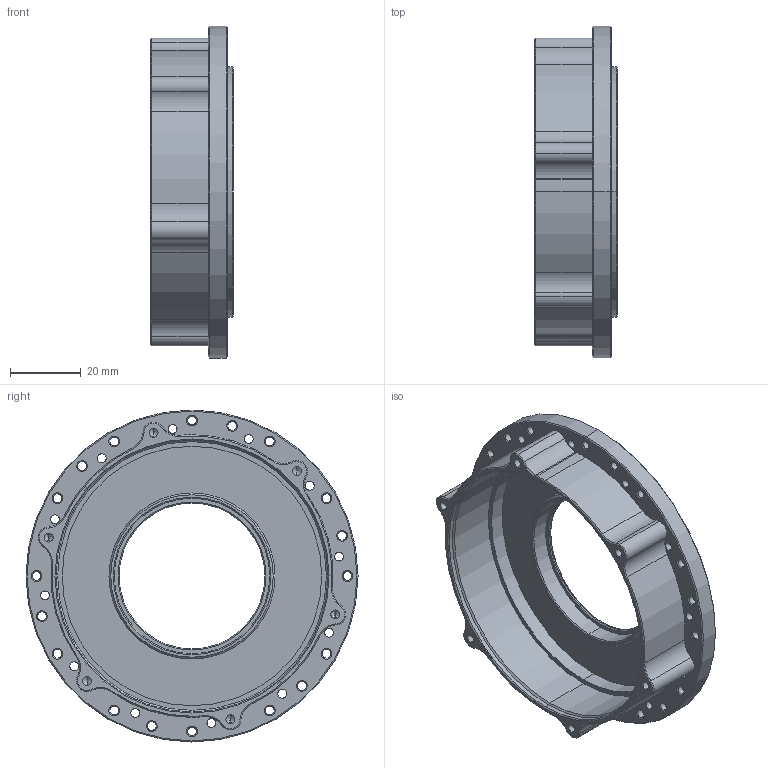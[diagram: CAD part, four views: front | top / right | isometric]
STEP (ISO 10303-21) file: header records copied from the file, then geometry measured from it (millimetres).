
FILE_DESCRIPTION (( 'STEP AP214' ), '1' );
FILE_NAME ('BSM7020N.1.STEP', '2024-02-05T20:11:43', ( '' ), ( '' ), 'SwSTEP 2.0', 'SolidWorks 2022', '' );
FILE_SCHEMA (( 'AUTOMOTIVE_DESIGN' ));
Length unit declared in the file: millimetre
Products named in the file (1): BSM7020N.1
Bounding box: 23.38 x 94 x 94 mm (x, y, z)
Volume: 29715.2 mm3; surface area: 25943 mm2
Topology: 1 solids, 1 shells, 284 faces, 671 edges, 397 vertices
Faces by surface type: cone 135, cylinder 133, plane 16
Entity records: 9332 total; most frequent: DIRECTION 1620, CARTESIAN_POINT 1341, ORIENTED_EDGE 1318, AXIS2_PLACEMENT_3D 676, EDGE_CURVE 659, VERTEX_POINT 397, CIRCLE 391, EDGE_LOOP 366
